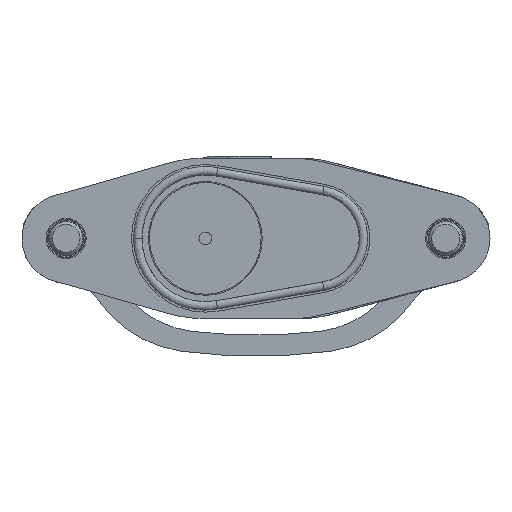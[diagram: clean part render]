
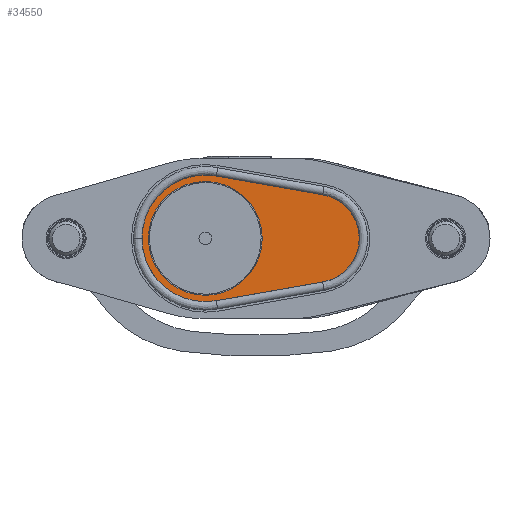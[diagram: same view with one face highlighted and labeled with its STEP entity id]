
A CAD part, front view. The second image highlights one B-rep face of the part: STEP entity #34550.
In plain terms, the highlighted planar face has unit normal (0, -1, 0).
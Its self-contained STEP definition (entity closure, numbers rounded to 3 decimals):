
#3555 = AXIS2_PLACEMENT_3D ( 'NONE', #69222, #36368, #3652 ) ;
#3652 = DIRECTION ( 'NONE',  ( 0., 0., 1. ) ) ;
#4061 = ORIENTED_EDGE ( 'NONE', *, *, #61082, .F. ) ;
#5616 = VERTEX_POINT ( 'NONE', #29300 ) ;
#7695 = VECTOR ( 'NONE', #54958, 1000. ) ;
#9347 = CARTESIAN_POINT ( 'NONE',  ( -7.404, 0., 14.774 ) ) ;
#9785 = EDGE_CURVE ( 'NONE', #5616, #5616, #48062, .T. ) ;
#10794 = AXIS2_PLACEMENT_3D ( 'NONE', #63799, #30914, #69286 ) ;
#11505 = DIRECTION ( 'NONE',  ( 0., 1., 0. ) ) ;
#12148 = EDGE_CURVE ( 'NONE', #27886, #58705, #45103, .T. ) ;
#15452 = CARTESIAN_POINT ( 'NONE',  ( -10.5, 0., 11. ) ) ;
#16704 = VERTEX_POINT ( 'NONE', #50208 ) ;
#17440 = VERTEX_POINT ( 'NONE', #9347 ) ;
#20904 = DIRECTION ( 'NONE',  ( 0., 1., 0. ) ) ;
#26672 = CIRCLE ( 'NONE', #10794, 10.5 ) ;
#27886 = VERTEX_POINT ( 'NONE', #31865 ) ;
#29300 = CARTESIAN_POINT ( 'NONE',  ( -10., 0., 13.5 ) ) ;
#30191 = CARTESIAN_POINT ( 'NONE',  ( -7.404, 0., -14.774 ) ) ;
#30914 = DIRECTION ( 'NONE',  ( 0., -1., 0. ) ) ;
#31865 = CARTESIAN_POINT ( 'NONE',  ( -7.404, 0., -14.774 ) ) ;
#32205 = VECTOR ( 'NONE', #41223, 1000. ) ;
#33568 = EDGE_LOOP ( 'NONE', ( #34781, #4061, #35912, #40162 ) ) ;
#34068 = EDGE_LOOP ( 'NONE', ( #62267 ) ) ;
#34550 = ADVANCED_FACE ( 'NONE', ( #41362, #55964 ), #69306, .F. ) ;
#34781 = ORIENTED_EDGE ( 'NONE', *, *, #61837, .T. ) ;
#35912 = ORIENTED_EDGE ( 'NONE', *, *, #12148, .T. ) ;
#36368 = DIRECTION ( 'NONE',  ( 0., 1., 0. ) ) ;
#37001 = EDGE_CURVE ( 'NONE', #58705, #16704, #26672, .T. ) ;
#38833 = CARTESIAN_POINT ( 'NONE',  ( 17.817, 0., -10.342 ) ) ;
#40162 = ORIENTED_EDGE ( 'NONE', *, *, #37001, .T. ) ;
#41223 = DIRECTION ( 'NONE',  ( 0.985, 0., 0.173 ) ) ;
#41362 = FACE_BOUND ( 'NONE', #34068, .T. ) ;
#44185 = CARTESIAN_POINT ( 'NONE',  ( 17.817, 0., 10.342 ) ) ;
#44237 = CARTESIAN_POINT ( 'NONE',  ( -10., 0., 0. ) ) ;
#45103 = LINE ( 'NONE', #30191, #32205 ) ;
#48062 = CIRCLE ( 'NONE', #56676, 13.5 ) ;
#49730 = DIRECTION ( 'NONE',  ( 0., 0., 1. ) ) ;
#50208 = CARTESIAN_POINT ( 'NONE',  ( 17.817, 0., 10.342 ) ) ;
#54958 = DIRECTION ( 'NONE',  ( -0.985, 0., 0.173 ) ) ;
#55964 = FACE_OUTER_BOUND ( 'NONE', #33568, .T. ) ;
#56676 = AXIS2_PLACEMENT_3D ( 'NONE', #44237, #11505, #49730 ) ;
#58705 = VERTEX_POINT ( 'NONE', #38833 ) ;
#59047 = LINE ( 'NONE', #44185, #7695 ) ;
#59117 = CIRCLE ( 'NONE', #3555, 15. ) ;
#59259 = DIRECTION ( 'NONE',  ( 0., 0., 1. ) ) ;
#61082 = EDGE_CURVE ( 'NONE', #27886, #17440, #59117, .T. ) ;
#61837 = EDGE_CURVE ( 'NONE', #16704, #17440, #59047, .T. ) ;
#62267 = ORIENTED_EDGE ( 'NONE', *, *, #9785, .T. ) ;
#63799 = CARTESIAN_POINT ( 'NONE',  ( 16., 0., 0. ) ) ;
#69222 = CARTESIAN_POINT ( 'NONE',  ( -10., 0., 0. ) ) ;
#69286 = DIRECTION ( 'NONE',  ( 0., 0., -1. ) ) ;
#69306 = PLANE ( 'NONE',  #69366 ) ;
#69366 = AXIS2_PLACEMENT_3D ( 'NONE', #15452, #20904, #59259 ) ;
